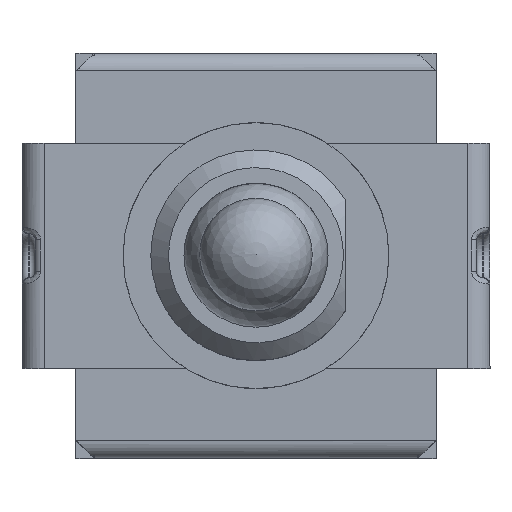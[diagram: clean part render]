
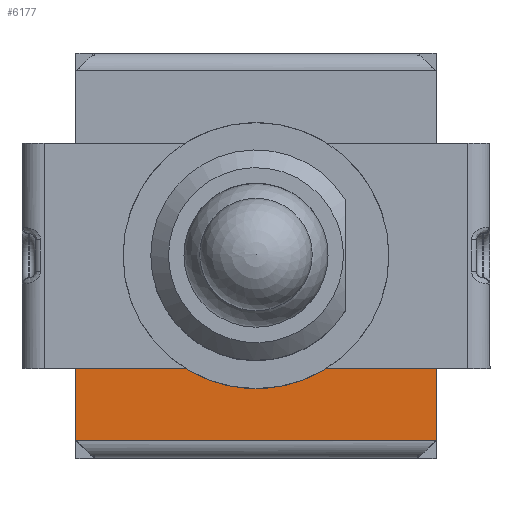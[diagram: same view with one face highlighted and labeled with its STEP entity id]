
A CAD part, top view. The second image highlights one B-rep face of the part: STEP entity #6177.
In plain terms, the highlighted planar face has unit normal (0, 0, 1).
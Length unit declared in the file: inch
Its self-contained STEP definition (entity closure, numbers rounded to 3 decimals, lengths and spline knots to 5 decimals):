
#643=FACE_OUTER_BOUND('',#997,.T.);
#997=EDGE_LOOP('',(#5170,#5171,#5172,#5173,#5174,#5175));
#1313=LINE('',#9782,#1909);
#1574=LINE('',#11615,#2170);
#1576=LINE('',#11621,#2172);
#1579=LINE('',#11626,#2175);
#1580=LINE('',#11628,#2176);
#1581=LINE('',#11629,#2177);
#1909=VECTOR('',#7410,0.3937);
#2170=VECTOR('',#8073,0.3937);
#2172=VECTOR('',#8079,0.3937);
#2175=VECTOR('',#8084,0.3937);
#2176=VECTOR('',#8085,0.3937);
#2177=VECTOR('',#8086,0.3937);
#2386=VERTEX_POINT('',#8553);
#2547=VERTEX_POINT('',#9726);
#2839=VERTEX_POINT('',#11612);
#2840=VERTEX_POINT('',#11614);
#2842=VERTEX_POINT('',#11620);
#2844=VERTEX_POINT('',#11627);
#3243=EDGE_CURVE('',#2386,#2547,#1313,.T.);
#3654=EDGE_CURVE('',#2839,#2840,#1574,.T.);
#3657=EDGE_CURVE('',#2840,#2842,#1576,.T.);
#3660=EDGE_CURVE('',#2842,#2547,#1579,.T.);
#3661=EDGE_CURVE('',#2844,#2839,#1580,.T.);
#3662=EDGE_CURVE('',#2386,#2844,#1581,.T.);
#5170=ORIENTED_EDGE('',*,*,#3243,.T.);
#5171=ORIENTED_EDGE('',*,*,#3660,.F.);
#5172=ORIENTED_EDGE('',*,*,#3657,.F.);
#5173=ORIENTED_EDGE('',*,*,#3654,.F.);
#5174=ORIENTED_EDGE('',*,*,#3661,.F.);
#5175=ORIENTED_EDGE('',*,*,#3662,.F.);
#5843=PLANE('',#6727);
#6177=ADVANCED_FACE('',(#643),#5843,.T.);
#6727=AXIS2_PLACEMENT_3D('',#11625,#8082,#8083);
#7410=DIRECTION('',(-1.,0.,0.));
#8073=DIRECTION('',(-1.,0.,0.));
#8079=DIRECTION('',(-0.707,0.707,0.));
#8082=DIRECTION('center_axis',(0.,0.,
1.));
#8083=DIRECTION('ref_axis',(1.,0.,0.));
#8084=DIRECTION('',(0.,1.,0.));
#8085=DIRECTION('',(-0.707,-0.707,0.));
#8086=DIRECTION('',(0.,-1.,0.));
#8553=CARTESIAN_POINT('',(0.16004,-0.1,0.28858));
#9726=CARTESIAN_POINT('',(-0.16004,-0.1,0.28858));
#9782=CARTESIAN_POINT('',(0.10394,-0.1,0.28858));
#11612=CARTESIAN_POINT('',(0.15965,-0.16417,0.28858));
#11614=CARTESIAN_POINT('',(-0.15965,-0.16417,0.28858));
#11615=CARTESIAN_POINT('',(0.08002,-0.16417,0.28858));
#11620=CARTESIAN_POINT('',(-0.16004,-0.16378,0.28858));
#11621=CARTESIAN_POINT('',(-0.15694,-0.16688,0.28858));
#11625=CARTESIAN_POINT('Origin',(0.,0.,
0.28858));
#11626=CARTESIAN_POINT('',(-0.16004,-0.17992,0.28858));
#11627=CARTESIAN_POINT('',(0.16004,-0.16378,0.28858));
#11628=CARTESIAN_POINT('',(0.15694,-0.16688,0.28858));
#11629=CARTESIAN_POINT('',(0.16004,0.17992,0.28858));
